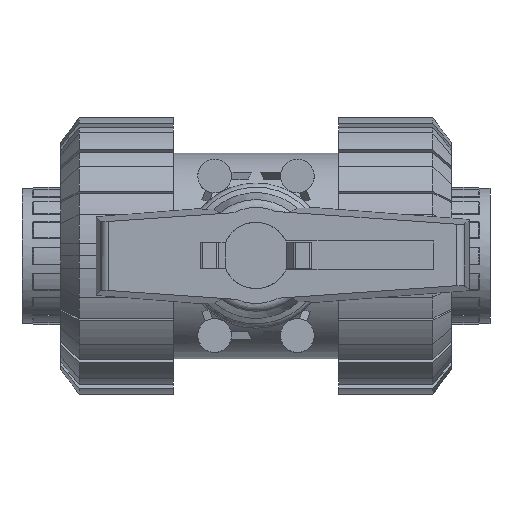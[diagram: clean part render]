
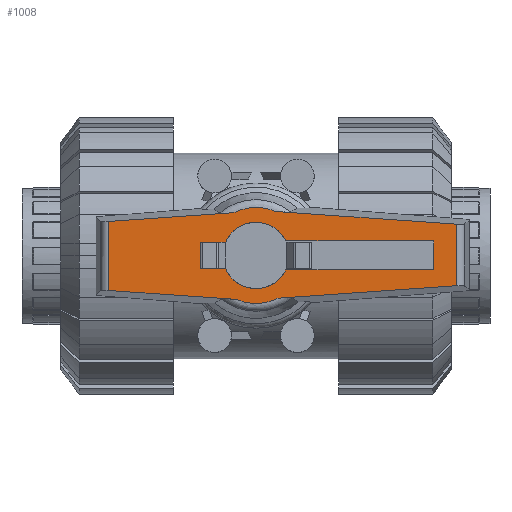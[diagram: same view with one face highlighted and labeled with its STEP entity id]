
A CAD part, top view. The second image highlights one B-rep face of the part: STEP entity #1008.
In plain terms, the highlighted planar face has unit normal (0, 0, 1).
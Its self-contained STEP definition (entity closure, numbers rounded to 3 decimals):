
#1008=ADVANCED_FACE('',(#2426,#2427),#2428,.T.);
#2426=FACE_BOUND('',#4328,.T.);
#2427=FACE_OUTER_BOUND('',#4329,.T.);
#2428=PLANE('',#4330);
#4328=EDGE_LOOP('',(#6958,#6959,#6960,#6961,#6962,#6963,#6964,#6965));
#4329=EDGE_LOOP('',(#6966,#6967,#6968,#6969,#6970,#6971,#6972,#6973));
#4330=AXIS2_PLACEMENT_3D('',#6974,#6975,#6976);
#6958=ORIENTED_EDGE('',*,*,#12071,.T.);
#6959=ORIENTED_EDGE('',*,*,#12142,.T.);
#6960=ORIENTED_EDGE('',*,*,#12249,.T.);
#6961=ORIENTED_EDGE('',*,*,#12257,.T.);
#6962=ORIENTED_EDGE('',*,*,#12053,.T.);
#6963=ORIENTED_EDGE('',*,*,#11993,.T.);
#6964=ORIENTED_EDGE('',*,*,#11984,.T.);
#6965=ORIENTED_EDGE('',*,*,#12062,.T.);
#6966=ORIENTED_EDGE('',*,*,#12205,.T.);
#6967=ORIENTED_EDGE('',*,*,#12370,.T.);
#6968=ORIENTED_EDGE('',*,*,#12297,.T.);
#6969=ORIENTED_EDGE('',*,*,#12315,.F.);
#6970=ORIENTED_EDGE('',*,*,#12238,.T.);
#6971=ORIENTED_EDGE('',*,*,#12341,.T.);
#6972=ORIENTED_EDGE('',*,*,#12284,.T.);
#6973=ORIENTED_EDGE('',*,*,#12313,.T.);
#6974=CARTESIAN_POINT('',(5.807,0.0,117.0));
#6975=DIRECTION('',(0.0,0.0,1.0));
#6976=DIRECTION('',(1.0,0.0,0.0));
#11984=EDGE_CURVE('',#14432,#14433,#14434,.T.);
#11993=EDGE_CURVE('',#14447,#14432,#14448,.T.);
#12053=EDGE_CURVE('',#14544,#14447,#14545,.T.);
#12062=EDGE_CURVE('',#14433,#14558,#14559,.T.);
#12071=EDGE_CURVE('',#14558,#14569,#14570,.T.);
#12142=EDGE_CURVE('',#14569,#14661,#14663,.T.);
#12205=EDGE_CURVE('',#14769,#14767,#14770,.T.);
#12238=EDGE_CURVE('',#14826,#14824,#14827,.T.);
#12249=EDGE_CURVE('',#14661,#14844,#14845,.T.);
#12257=EDGE_CURVE('',#14844,#14544,#14854,.T.);
#12284=EDGE_CURVE('',#14891,#14889,#14892,.T.);
#12297=EDGE_CURVE('',#14913,#14911,#14914,.T.);
#12313=EDGE_CURVE('',#14889,#14769,#14933,.T.);
#12315=EDGE_CURVE('',#14826,#14911,#14935,.T.);
#12341=EDGE_CURVE('',#14824,#14891,#14967,.T.);
#12370=EDGE_CURVE('',#14767,#14913,#14996,.T.);
#14432=VERTEX_POINT('',#18057);
#14433=VERTEX_POINT('',#18058);
#14434=LINE('',#18059,#18060);
#14447=VERTEX_POINT('',#18079);
#14448=LINE('',#18080,#18081);
#14544=VERTEX_POINT('',#18210);
#14545=CIRCLE('',#18211,8.0);
#14558=VERTEX_POINT('',#18226);
#14559=LINE('',#18227,#18228);
#14569=VERTEX_POINT('',#18243);
#14570=CIRCLE('',#18244,8.0);
#14661=VERTEX_POINT('',#18368);
#14663=LINE('',#18371,#18372);
#14767=VERTEX_POINT('',#18674);
#14769=VERTEX_POINT('',#18705);
#14770=LINE('',#18706,#18707);
#14824=VERTEX_POINT('',#18880);
#14826=VERTEX_POINT('',#18911);
#14827=LINE('',#18912,#18913);
#14844=VERTEX_POINT('',#18935);
#14845=LINE('',#18936,#18937);
#14854=LINE('',#18949,#18950);
#14889=VERTEX_POINT('',#18995);
#14891=VERTEX_POINT('',#18997);
#14892=LINE('',#18998,#18999);
#14911=VERTEX_POINT('',#19084);
#14913=VERTEX_POINT('',#19086);
#14914=LINE('',#19087,#19088);
#14933=LINE('',#19175,#19176);
#14935=LINE('',#19178,#19179);
#14967=CIRCLE('',#19281,11.613);
#14996=CIRCLE('',#19310,11.613);
#18057=CARTESIAN_POINT('',(42.917,3.5,117.0));
#18058=CARTESIAN_POINT('',(42.917,-3.5,117.0));
#18059=CARTESIAN_POINT('',(42.917,0.0,117.0));
#18060=VECTOR('',#24835,1.0);
#18079=CARTESIAN_POINT('',(7.194,3.5,117.0));
#18080=CARTESIAN_POINT('',(13.632,3.5,117.0));
#18081=VECTOR('',#24842,1.0);
#18210=CARTESIAN_POINT('',(-7.354,3.15,117.0));
#18211=AXIS2_PLACEMENT_3D('',#24930,#24931,#24932);
#18226=CARTESIAN_POINT('',(7.194,-3.5,117.0));
#18227=CARTESIAN_POINT('',(13.632,-3.5,117.0));
#18228=VECTOR('',#24947,1.0);
#18243=CARTESIAN_POINT('',(-7.354,-3.15,117.0));
#18244=AXIS2_PLACEMENT_3D('',#24953,#24954,#24955);
#18368=CARTESIAN_POINT('',(-13.417,-3.15,117.0));
#18371=CARTESIAN_POINT('',(-2.269,-3.15,117.0));
#18372=VECTOR('',#25023,1.0);
#18674=CARTESIAN_POINT('',(-4.722,-10.61,117.0));
#18705=CARTESIAN_POINT('',(-35.537,-8.455,117.0));
#18706=CARTESIAN_POINT('',(-3.994,-10.661,117.0));
#18707=VECTOR('',#25076,1.0);
#18880=CARTESIAN_POINT('',(4.722,10.61,117.0));
#18911=CARTESIAN_POINT('',(48.412,7.555,117.0));
#18912=CARTESIAN_POINT('',(27.206,9.038,117.0));
#18913=VECTOR('',#25103,1.0);
#18935=CARTESIAN_POINT('',(-13.417,3.15,117.0));
#18936=CARTESIAN_POINT('',(-13.417,4.725,117.0));
#18937=VECTOR('',#25118,1.0);
#18949=CARTESIAN_POINT('',(-2.269,3.15,117.0));
#18950=VECTOR('',#25125,1.0);
#18995=CARTESIAN_POINT('',(-35.537,8.207,117.0));
#18997=CARTESIAN_POINT('',(-5.327,10.319,117.0));
#18998=CARTESIAN_POINT('',(-3.1,10.475,117.0));
#18999=VECTOR('',#25157,1.0);
#19084=CARTESIAN_POINT('',(48.412,-7.307,117.0));
#19086=CARTESIAN_POINT('',(5.327,-10.319,117.0));
#19087=CARTESIAN_POINT('',(28.065,-8.729,117.0));
#19088=VECTOR('',#25170,1.0);
#19175=CARTESIAN_POINT('',(-35.537,12.6,117.0));
#19176=VECTOR('',#25176,1.0);
#19178=CARTESIAN_POINT('',(48.412,12.6,117.0));
#19179=VECTOR('',#25177,1.0);
#19281=AXIS2_PLACEMENT_3D('',#25210,#25211,#25212);
#19310=AXIS2_PLACEMENT_3D('',#25246,#25247,#25248);
#24835=DIRECTION('',(0.0,-1.0,0.0));
#24842=DIRECTION('',(1.0,0.0,-0.0));
#24930=CARTESIAN_POINT('',(0.0,0.0,117.0));
#24931=DIRECTION('',(0.0,0.0,-1.0));
#24932=DIRECTION('',(1.0,0.0,0.0));
#24947=DIRECTION('',(-1.0,0.0,0.0));
#24953=CARTESIAN_POINT('',(0.0,0.0,117.0));
#24954=DIRECTION('',(0.0,0.0,-1.0));
#24955=DIRECTION('',(1.0,0.0,0.0));
#25023=DIRECTION('',(-1.0,0.0,0.0));
#25076=DIRECTION('',(0.998,-0.07,0.0));
#25103=DIRECTION('',(-0.998,0.07,0.0));
#25118=DIRECTION('',(0.0,1.0,-0.0));
#25125=DIRECTION('',(1.0,0.0,0.0));
#25157=DIRECTION('',(-0.998,-0.07,0.0));
#25170=DIRECTION('',(0.998,0.07,-0.0));
#25176=DIRECTION('',(0.0,-1.0,0.0));
#25177=DIRECTION('',(0.0,-1.0,0.0));
#25210=CARTESIAN_POINT('',(0.0,0.0,117.0));
#25211=DIRECTION('',(0.0,0.0,1.0));
#25212=DIRECTION('',(1.0,0.0,0.0));
#25246=CARTESIAN_POINT('',(0.0,0.0,117.0));
#25247=DIRECTION('',(0.0,0.0,1.0));
#25248=DIRECTION('',(1.0,0.0,0.0));
